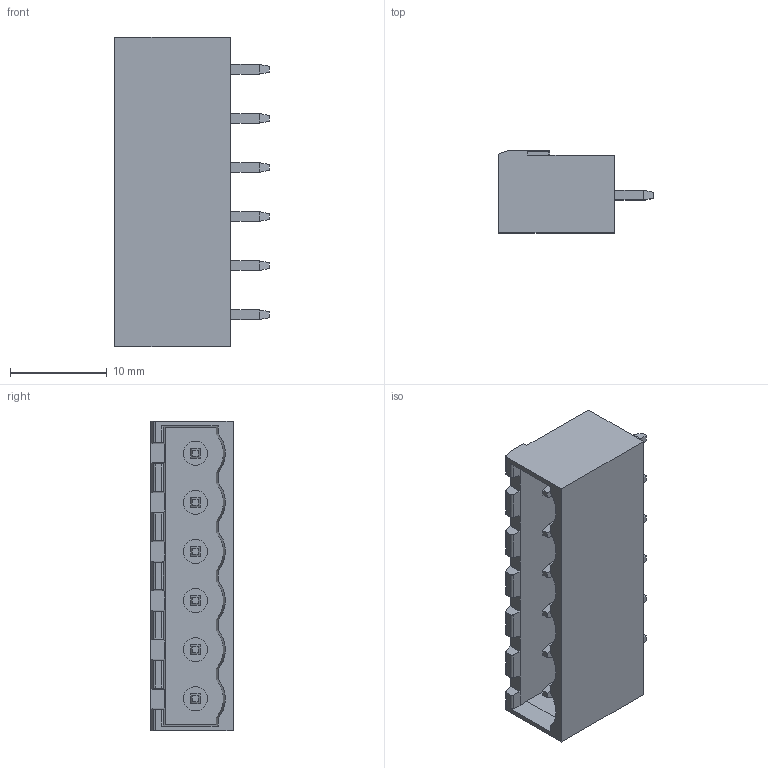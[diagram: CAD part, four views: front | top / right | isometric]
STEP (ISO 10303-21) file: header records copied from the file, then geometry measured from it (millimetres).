
FILE_DESCRIPTION (( 'STEP AP214' ), '1' );
FILE_NAME ('CUI_DEVICES_TBP01R2-508-06BE.step', '2019-10-22T00:50:08', ( '' ), ( '' ), 'SwSTEP 2.0', 'SolidWorks 2019', '' );
FILE_SCHEMA (( 'AUTOMOTIVE_DESIGN' ));
Length unit declared in the file: millimetre
Products named in the file (1): CUI_DEVICES_TBP01R2-508-06BE
Bounding box: 16 x 8.5 x 32.08 mm (x, y, z)
Volume: 1691.4 mm3; surface area: 2404.4 mm2
Topology: 1 solids, 1 shells, 283 faces, 679 edges, 404 vertices
Faces by surface type: plane 203, cylinder 62, bspline 12, cone 6
Entity records: 9243 total; most frequent: CARTESIAN_POINT 1685, ORIENTED_EDGE 1334, DIRECTION 1253, EDGE_CURVE 667, LINE 525, VECTOR 525, VERTEX_POINT 404, AXIS2_PLACEMENT_3D 364
